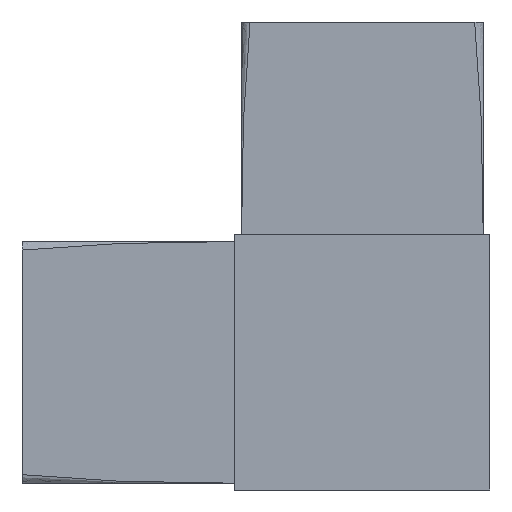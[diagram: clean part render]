
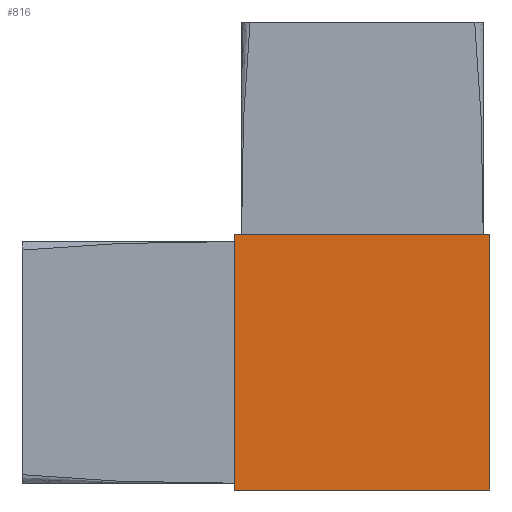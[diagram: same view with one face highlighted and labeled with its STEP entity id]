
A CAD part, left-side view. The second image highlights one B-rep face of the part: STEP entity #816.
In plain terms, the highlighted planar face has unit normal (-1, 0, 0).
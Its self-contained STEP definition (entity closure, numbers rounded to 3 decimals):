
#7 = CARTESIAN_POINT ( 'NONE',  ( -15., 30., -15. ) ) ;
#114 = VERTEX_POINT ( 'NONE', #661 ) ;
#176 = DIRECTION ( 'NONE',  ( 0., 0., 1. ) ) ;
#213 = CARTESIAN_POINT ( 'NONE',  ( -15., 0., -15. ) ) ;
#256 = VERTEX_POINT ( 'NONE', #522 ) ;
#318 = EDGE_CURVE ( 'NONE', #1107, #256, #1606, .T. ) ;
#383 = PLANE ( 'NONE',  #894 ) ;
#447 = EDGE_CURVE ( 'NONE', #1107, #114, #697, .T. ) ;
#466 = DIRECTION ( 'NONE',  ( 0., 0., 1. ) ) ;
#477 = VERTEX_POINT ( 'NONE', #853 ) ;
#522 = CARTESIAN_POINT ( 'NONE',  ( -15., 30., 15. ) ) ;
#545 = ORIENTED_EDGE ( 'NONE', *, *, #447, .T. ) ;
#576 = CARTESIAN_POINT ( 'NONE',  ( -15., 30., -15. ) ) ;
#592 = LINE ( 'NONE', #1622, #928 ) ;
#627 = DIRECTION ( 'NONE',  ( 1., 0., 0. ) ) ;
#661 = CARTESIAN_POINT ( 'NONE',  ( -15., 0., -15. ) ) ;
#697 = LINE ( 'NONE', #576, #999 ) ;
#741 = VECTOR ( 'NONE', #466, 1000. ) ;
#816 = ADVANCED_FACE ( 'NONE', ( #1156 ), #383, .F. ) ;
#853 = CARTESIAN_POINT ( 'NONE',  ( -15., 0., 15. ) ) ;
#894 = AXIS2_PLACEMENT_3D ( 'NONE', #7, #627, #1420 ) ;
#928 = VECTOR ( 'NONE', #1629, 1000. ) ;
#943 = CARTESIAN_POINT ( 'NONE',  ( -15., 30., -15. ) ) ;
#999 = VECTOR ( 'NONE', #1223, 1000. ) ;
#1075 = ORIENTED_EDGE ( 'NONE', *, *, #1489, .F. ) ;
#1107 = VERTEX_POINT ( 'NONE', #1112 ) ;
#1112 = CARTESIAN_POINT ( 'NONE',  ( -15., 30., -15. ) ) ;
#1155 = EDGE_CURVE ( 'NONE', #114, #477, #1624, .T. ) ;
#1156 = FACE_OUTER_BOUND ( 'NONE', #1372, .T. ) ;
#1166 = ORIENTED_EDGE ( 'NONE', *, *, #318, .F. ) ;
#1223 = DIRECTION ( 'NONE',  ( 0., -1., 0. ) ) ;
#1297 = VECTOR ( 'NONE', #176, 1000. ) ;
#1372 = EDGE_LOOP ( 'NONE', ( #1491, #1075, #1166, #545 ) ) ;
#1420 = DIRECTION ( 'NONE',  ( 0., 0., -1. ) ) ;
#1489 = EDGE_CURVE ( 'NONE', #256, #477, #592, .T. ) ;
#1491 = ORIENTED_EDGE ( 'NONE', *, *, #1155, .T. ) ;
#1606 = LINE ( 'NONE', #943, #1297 ) ;
#1622 = CARTESIAN_POINT ( 'NONE',  ( -15., 30., 15. ) ) ;
#1624 = LINE ( 'NONE', #213, #741 ) ;
#1629 = DIRECTION ( 'NONE',  ( 0., -1., 0. ) ) ;
